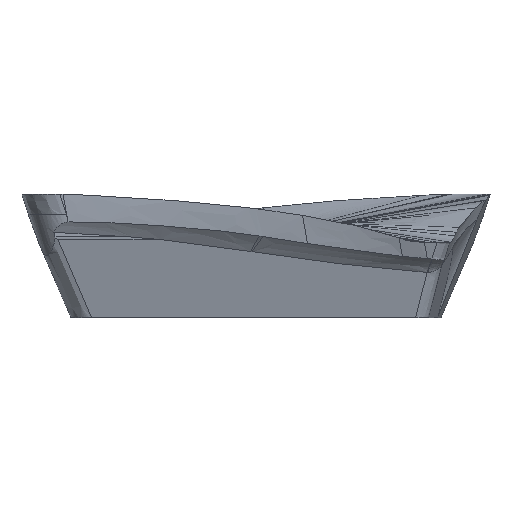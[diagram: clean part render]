
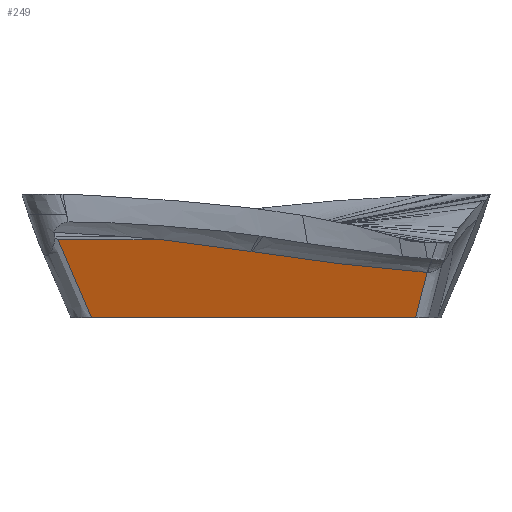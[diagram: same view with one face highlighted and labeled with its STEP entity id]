
A CAD part, front view. The second image highlights one B-rep face of the part: STEP entity #249.
In plain terms, the highlighted planar face has unit normal (0, -0.961, -0.276).
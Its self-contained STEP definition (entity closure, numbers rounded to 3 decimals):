
#249=ADVANCED_FACE('',(#375),#270,.F.);
#270=PLANE('',#2376);
#375=FACE_OUTER_BOUND('',#493,.T.);
#493=EDGE_LOOP('',(#1084,#1085,#1086,#1087,#1088,#1089,#1090));
#1084=ORIENTED_EDGE('',*,*,#1624,.F.);
#1085=ORIENTED_EDGE('',*,*,#1473,.F.);
#1086=ORIENTED_EDGE('',*,*,#1468,.F.);
#1087=ORIENTED_EDGE('',*,*,#1465,.T.);
#1088=ORIENTED_EDGE('',*,*,#1461,.F.);
#1089=ORIENTED_EDGE('',*,*,#1459,.F.);
#1090=ORIENTED_EDGE('',*,*,#1455,.F.);
#1235=VERTEX_POINT('',#4537);
#1236=VERTEX_POINT('',#4539);
#1239=VERTEX_POINT('',#4562);
#1240=VERTEX_POINT('',#4579);
#1242=VERTEX_POINT('',#4612);
#1243=VERTEX_POINT('',#4731);
#1247=VERTEX_POINT('',#4818);
#1455=EDGE_CURVE('',#1235,#1236,#1662,.T.);
#1459=EDGE_CURVE('',#1236,#1239,#1663,.T.);
#1461=EDGE_CURVE('',#1239,#1240,#1664,.T.);
#1465=EDGE_CURVE('',#1242,#1240,#1965,.T.);
#1468=EDGE_CURVE('',#1242,#1243,#1968,.T.);
#1473=EDGE_CURVE('',#1243,#1247,#1973,.T.);
#1624=EDGE_CURVE('',#1247,#1235,#1716,.T.);
#1662=LINE('',#4538,#1746);
#1663=LINE('',#4561,#1747);
#1664=LINE('',#4578,#1749);
#1716=LINE('',#9212,#1803);
#1746=VECTOR('',#2452,1.);
#1747=VECTOR('',#2459,1.);
#1749=VECTOR('',#2461,1.);
#1803=VECTOR('',#2531,1.);
#1965=B_SPLINE_CURVE_WITH_KNOTS('',3,(#4598,#4599,#4600,#4601,#4602,#4603,
#4604,#4605,#4606,#4607,#4608,#4609,#4610,#4611),.UNSPECIFIED.,.F.,.F.,
(4,1,1,1,1,1,1,1,1,1,1,4),(0.,0.091,0.182,0.273,
0.364,0.455,0.545,0.636,0.727,
0.818,0.909,1.),.UNSPECIFIED.);
#1968=B_SPLINE_CURVE_WITH_KNOTS('',3,(#4727,#4728,#4729,#4730),
 .UNSPECIFIED.,.F.,.F.,(4,4),(0.,1.),.UNSPECIFIED.);
#1973=B_SPLINE_CURVE_WITH_KNOTS('',3,(#4797,#4798,#4799,#4800,#4801,#4802,
#4803,#4804,#4805,#4806,#4807,#4808,#4809,#4810,#4811,#4812,#4813,#4814,
#4815,#4816,#4817),.UNSPECIFIED.,.F.,.F.,(4,1,1,1,1,1,1,1,1,1,1,1,1,1,1,
1,1,1,4),(0.,0.038,0.076,0.151,0.227,
0.302,0.378,0.453,0.529,0.567,
0.605,0.68,0.718,0.756,0.831,
0.869,0.907,0.982,1.),.UNSPECIFIED.);
#2376=AXIS2_PLACEMENT_3D('',#9222,#2533,#2534);
#2452=DIRECTION('',(-1.,0.,0.));
#2459=DIRECTION('',(-0.382,-0.255,0.888));
#2461=DIRECTION('',(1.,0.,0.));
#2531=DIRECTION('',(-0.237,0.268,-0.934));
#2533=DIRECTION('',(0.,0.961,0.276));
#2534=DIRECTION('',(0.,-0.276,0.961));
#4537=CARTESIAN_POINT('',(6.191,-3.45,-4.8));
#4538=CARTESIAN_POINT('',(6.191,-3.45,-4.8));
#4539=CARTESIAN_POINT('',(-6.38,-3.45,-4.8));
#4561=CARTESIAN_POINT('',(-6.38,-3.45,-4.8));
#4562=CARTESIAN_POINT('',(-7.689,-4.322,-1.761));
#4578=CARTESIAN_POINT('',(-7.689,-4.322,-1.761));
#4579=CARTESIAN_POINT('',(-3.723,-4.322,-1.761));
#4598=CARTESIAN_POINT('',(-0.2,-4.188,-2.225));
#4599=CARTESIAN_POINT('',(-0.351,-4.195,-2.201));
#4600=CARTESIAN_POINT('',(-0.639,-4.208,-2.156));
#4601=CARTESIAN_POINT('',(-1.029,-4.224,-2.099));
#4602=CARTESIAN_POINT('',(-1.369,-4.238,-2.051));
#4603=CARTESIAN_POINT('',(-1.673,-4.25,-2.01));
#4604=CARTESIAN_POINT('',(-1.937,-4.26,-1.975));
#4605=CARTESIAN_POINT('',(-2.183,-4.269,-1.944));
#4606=CARTESIAN_POINT('',(-2.435,-4.278,-1.912));
#4607=CARTESIAN_POINT('',(-2.703,-4.287,-1.88));
#4608=CARTESIAN_POINT('',(-2.995,-4.297,-1.846));
#4609=CARTESIAN_POINT('',(-3.334,-4.308,-1.806));
#4610=CARTESIAN_POINT('',(-3.588,-4.317,-1.776));
#4611=CARTESIAN_POINT('',(-3.723,-4.322,-1.761));
#4612=CARTESIAN_POINT('',(-0.2,-4.188,-2.225));
#4727=CARTESIAN_POINT('',(-0.2,-4.188,-2.225));
#4728=CARTESIAN_POINT('',(-0.184,-4.188,-2.227));
#4729=CARTESIAN_POINT('',(-0.169,-4.187,-2.23));
#4730=CARTESIAN_POINT('',(-0.153,-4.186,-2.232));
#4731=CARTESIAN_POINT('',(-0.153,-4.186,-2.232));
#4797=CARTESIAN_POINT('',(-0.153,-4.186,-2.232));
#4798=CARTESIAN_POINT('',(-0.068,-4.182,-2.246));
#4799=CARTESIAN_POINT('',(0.102,-4.175,-2.272));
#4800=CARTESIAN_POINT('',(0.443,-4.16,-2.325));
#4801=CARTESIAN_POINT('',(0.869,-4.142,-2.388));
#4802=CARTESIAN_POINT('',(1.38,-4.121,-2.461));
#4803=CARTESIAN_POINT('',(1.893,-4.1,-2.532));
#4804=CARTESIAN_POINT('',(2.405,-4.081,-2.599));
#4805=CARTESIAN_POINT('',(2.918,-4.063,-2.663));
#4806=CARTESIAN_POINT('',(3.346,-4.048,-2.714));
#4807=CARTESIAN_POINT('',(3.688,-4.037,-2.754));
#4808=CARTESIAN_POINT('',(4.031,-4.026,-2.792));
#4809=CARTESIAN_POINT('',(4.373,-4.015,-2.829));
#4810=CARTESIAN_POINT('',(4.716,-4.005,-2.864));
#4811=CARTESIAN_POINT('',(5.059,-3.995,-2.899));
#4812=CARTESIAN_POINT('',(5.402,-3.986,-2.932));
#4813=CARTESIAN_POINT('',(5.745,-3.977,-2.963));
#4814=CARTESIAN_POINT('',(6.088,-3.968,-2.993));
#4815=CARTESIAN_POINT('',(6.386,-3.961,-3.018));
#4816=CARTESIAN_POINT('',(6.598,-3.956,-3.035));
#4817=CARTESIAN_POINT('',(6.638,-3.955,-3.039));
#4818=CARTESIAN_POINT('',(6.638,-3.955,-3.039));
#9212=CARTESIAN_POINT('',(6.638,-3.955,-3.039));
#9222=CARTESIAN_POINT('',(7.5,-3.45,-4.8));
